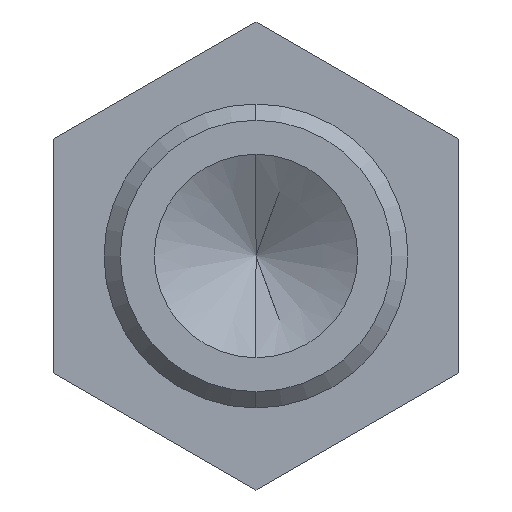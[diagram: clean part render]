
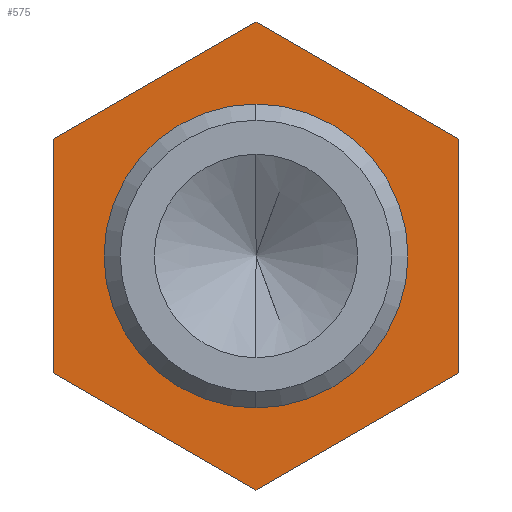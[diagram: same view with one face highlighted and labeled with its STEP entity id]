
A CAD part, left-side view. The second image highlights one B-rep face of the part: STEP entity #575.
In plain terms, the highlighted planar face has unit normal (-1, 0, 0).
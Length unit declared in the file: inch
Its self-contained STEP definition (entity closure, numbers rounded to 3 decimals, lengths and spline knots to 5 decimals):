
#7 = VERTEX_POINT ( 'NONE', #591 ) ;
#12 = EDGE_LOOP ( 'NONE', ( #709, #302, #346, #187, #634, #924 ) ) ;
#13 = VECTOR ( 'NONE', #34, 39.37008 ) ;
#30 = CIRCLE ( 'NONE', #677, 0.1875 ) ;
#34 = DIRECTION ( 'NONE',  ( 0., 0., -1. ) ) ;
#41 = DIRECTION ( 'NONE',  ( 0., -0.866, -0.5 ) ) ;
#65 = LINE ( 'NONE', #564, #249 ) ;
#87 = ORIENTED_EDGE ( 'NONE', *, *, #679, .T. ) ;
#88 = EDGE_CURVE ( 'NONE', #95, #179, #740, .T. ) ;
#95 = VERTEX_POINT ( 'NONE', #805 ) ;
#108 = VERTEX_POINT ( 'NONE', #751 ) ;
#131 = VERTEX_POINT ( 'NONE', #817 ) ;
#135 = DIRECTION ( 'NONE',  ( 0., 0., -1. ) ) ;
#179 = VERTEX_POINT ( 'NONE', #931 ) ;
#187 = ORIENTED_EDGE ( 'NONE', *, *, #454, .F. ) ;
#207 = CARTESIAN_POINT ( 'NONE',  ( 0.28, 0., -0.1875 ) ) ;
#209 = CARTESIAN_POINT ( 'NONE',  ( 0.28, 0., 0. ) ) ;
#228 = DIRECTION ( 'NONE',  ( 0., 0., -1. ) ) ;
#235 = VECTOR ( 'NONE', #41, 39.37008 ) ;
#249 = VECTOR ( 'NONE', #493, 39.37008 ) ;
#258 = DIRECTION ( 'NONE',  ( 0., 0., -1. ) ) ;
#287 = EDGE_LOOP ( 'NONE', ( #87, #847 ) ) ;
#301 = CARTESIAN_POINT ( 'NONE',  ( 0.28, 0.25, -0.14434 ) ) ;
#302 = ORIENTED_EDGE ( 'NONE', *, *, #310, .F. ) ;
#305 = DIRECTION ( 'NONE',  ( 0., 0., 1. ) ) ;
#310 = EDGE_CURVE ( 'NONE', #734, #7, #755, .T. ) ;
#331 = VERTEX_POINT ( 'NONE', #489 ) ;
#332 = DIRECTION ( 'NONE',  ( 1., 0., 0. ) ) ;
#346 = ORIENTED_EDGE ( 'NONE', *, *, #597, .F. ) ;
#360 = VECTOR ( 'NONE', #305, 39.37008 ) ;
#392 = CIRCLE ( 'NONE', #916, 0.1875 ) ;
#394 = CARTESIAN_POINT ( 'NONE',  ( 0.28, -0.25, 0.14434 ) ) ;
#400 = CARTESIAN_POINT ( 'NONE',  ( 0.28, 0., 0.28868 ) ) ;
#420 = LINE ( 'NONE', #708, #754 ) ;
#437 = DIRECTION ( 'NONE',  ( 0., 0.866, 0.5 ) ) ;
#454 = EDGE_CURVE ( 'NONE', #179, #331, #65, .T. ) ;
#464 = EDGE_CURVE ( 'NONE', #7, #108, #420, .T. ) ;
#489 = CARTESIAN_POINT ( 'NONE',  ( 0.28, 0., 0.28868 ) ) ;
#493 = DIRECTION ( 'NONE',  ( 0., -0.866, 0.5 ) ) ;
#497 = VERTEX_POINT ( 'NONE', #207 ) ;
#537 = LINE ( 'NONE', #707, #728 ) ;
#560 = DIRECTION ( 'NONE',  ( 1., 0., 0. ) ) ;
#564 = CARTESIAN_POINT ( 'NONE',  ( 0.28, 0.25, 0.14434 ) ) ;
#575 = ADVANCED_FACE ( 'NONE', ( #580, #875 ), #590, .F. ) ;
#580 = FACE_OUTER_BOUND ( 'NONE', #12, .T. ) ;
#590 = PLANE ( 'NONE',  #671 ) ;
#591 = CARTESIAN_POINT ( 'NONE',  ( 0.28, -0.25, -0.14434 ) ) ;
#597 = EDGE_CURVE ( 'NONE', #331, #734, #895, .T. ) ;
#634 = ORIENTED_EDGE ( 'NONE', *, *, #88, .F. ) ;
#671 = AXIS2_PLACEMENT_3D ( 'NONE', #738, #811, #228 ) ;
#677 = AXIS2_PLACEMENT_3D ( 'NONE', #706, #560, #258 ) ;
#679 = EDGE_CURVE ( 'NONE', #131, #497, #30, .T. ) ;
#706 = CARTESIAN_POINT ( 'NONE',  ( 0.28, 0., 0. ) ) ;
#707 = CARTESIAN_POINT ( 'NONE',  ( 0.28, 0., -0.28868 ) ) ;
#708 = CARTESIAN_POINT ( 'NONE',  ( 0.28, -0.25, -0.14434 ) ) ;
#709 = ORIENTED_EDGE ( 'NONE', *, *, #464, .F. ) ;
#711 = CARTESIAN_POINT ( 'NONE',  ( 0.28, -0.25, 0.14434 ) ) ;
#727 = EDGE_CURVE ( 'NONE', #497, #131, #392, .T. ) ;
#728 = VECTOR ( 'NONE', #437, 39.37008 ) ;
#734 = VERTEX_POINT ( 'NONE', #711 ) ;
#738 = CARTESIAN_POINT ( 'NONE',  ( 0.28, 0., 0. ) ) ;
#740 = LINE ( 'NONE', #301, #360 ) ;
#751 = CARTESIAN_POINT ( 'NONE',  ( 0.28, 0., -0.28868 ) ) ;
#754 = VECTOR ( 'NONE', #917, 39.37008 ) ;
#755 = LINE ( 'NONE', #394, #13 ) ;
#805 = CARTESIAN_POINT ( 'NONE',  ( 0.28, 0.25, -0.14434 ) ) ;
#811 = DIRECTION ( 'NONE',  ( 1., 0., 0. ) ) ;
#817 = CARTESIAN_POINT ( 'NONE',  ( 0.28, 0., 0.1875 ) ) ;
#847 = ORIENTED_EDGE ( 'NONE', *, *, #727, .T. ) ;
#875 = FACE_BOUND ( 'NONE', #287, .T. ) ;
#895 = LINE ( 'NONE', #400, #235 ) ;
#912 = EDGE_CURVE ( 'NONE', #108, #95, #537, .T. ) ;
#916 = AXIS2_PLACEMENT_3D ( 'NONE', #209, #332, #135 ) ;
#917 = DIRECTION ( 'NONE',  ( 0., 0.866, -0.5 ) ) ;
#924 = ORIENTED_EDGE ( 'NONE', *, *, #912, .F. ) ;
#931 = CARTESIAN_POINT ( 'NONE',  ( 0.28, 0.25, 0.14434 ) ) ;
